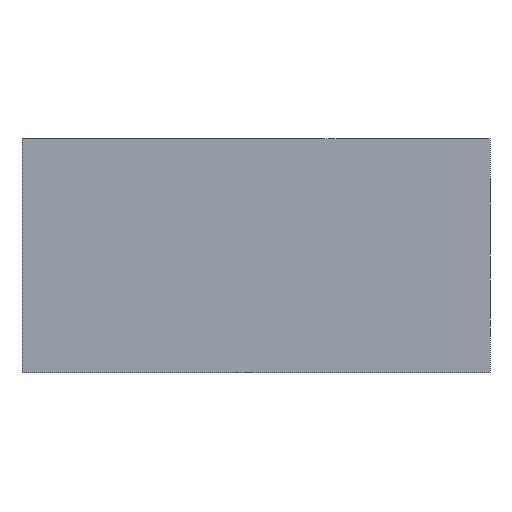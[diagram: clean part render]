
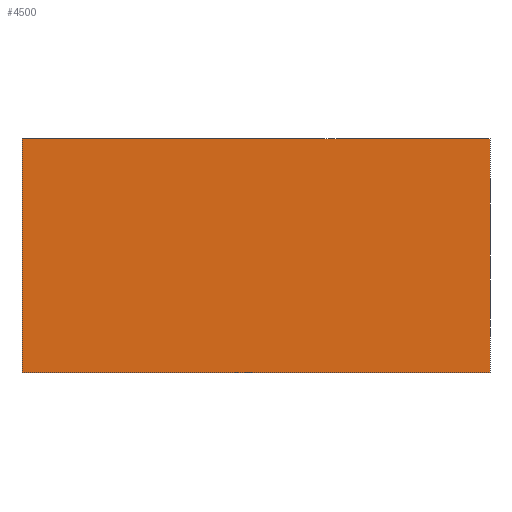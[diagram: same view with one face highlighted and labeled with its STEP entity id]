
A CAD part, front view. The second image highlights one B-rep face of the part: STEP entity #4500.
In plain terms, the highlighted planar face has unit normal (0, -1, 0).
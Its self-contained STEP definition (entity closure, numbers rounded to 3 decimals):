
#1924=DIRECTION('',(-1.,0.,0.));
#1925=VECTOR('',#1924,63.5);
#1926=CARTESIAN_POINT('',(31.75,-23.114,15.875));
#1927=LINE('',#1926,#1925);
#1928=DIRECTION('',(0.,0.,1.));
#1929=VECTOR('',#1928,31.75);
#1930=CARTESIAN_POINT('',(31.75,-23.114,-15.875));
#1931=LINE('',#1930,#1929);
#1932=DIRECTION('',(1.,0.,0.));
#1933=VECTOR('',#1932,63.5);
#1934=CARTESIAN_POINT('',(-31.75,-23.114,-15.875));
#1935=LINE('',#1934,#1933);
#1936=DIRECTION('',(0.,0.,-1.));
#1937=VECTOR('',#1936,31.75);
#1938=CARTESIAN_POINT('',(-31.75,-23.114,15.875));
#1939=LINE('',#1938,#1937);
#2370=CARTESIAN_POINT('',(31.75,-23.114,15.875));
#2371=CARTESIAN_POINT('',(-31.75,-23.114,15.875));
#2372=VERTEX_POINT('',#2370);
#2373=VERTEX_POINT('',#2371);
#2374=CARTESIAN_POINT('',(-31.75,-23.114,-15.875));
#2375=VERTEX_POINT('',#2374);
#2376=CARTESIAN_POINT('',(31.75,-23.114,-15.875));
#2377=VERTEX_POINT('',#2376);
#4488=CARTESIAN_POINT('',(0.,-23.114,0.));
#4489=DIRECTION('',(0.,-1.,0.));
#4490=DIRECTION('',(1.,0.,0.));
#4491=AXIS2_PLACEMENT_3D('',#4488,#4489,#4490);
#4492=PLANE('',#4491);
#4493=ORIENTED_EDGE('',*,*,#3907,.F.);
#4494=ORIENTED_EDGE('',*,*,#4477,.F.);
#4495=ORIENTED_EDGE('',*,*,#3972,.F.);
#4497=ORIENTED_EDGE('',*,*,#4496,.F.);
#4498=EDGE_LOOP('',(#4493,#4494,#4495,#4497));
#4499=FACE_OUTER_BOUND('',#4498,.F.);
#4500=ADVANCED_FACE('',(#4499),#4492,.T.);
#3907=EDGE_CURVE('',#2372,#2373,#1927,.T.);
#3972=EDGE_CURVE('',#2375,#2377,#1935,.T.);
#4477=EDGE_CURVE('',#2377,#2372,#1931,.T.);
#4496=EDGE_CURVE('',#2373,#2375,#1939,.T.);
